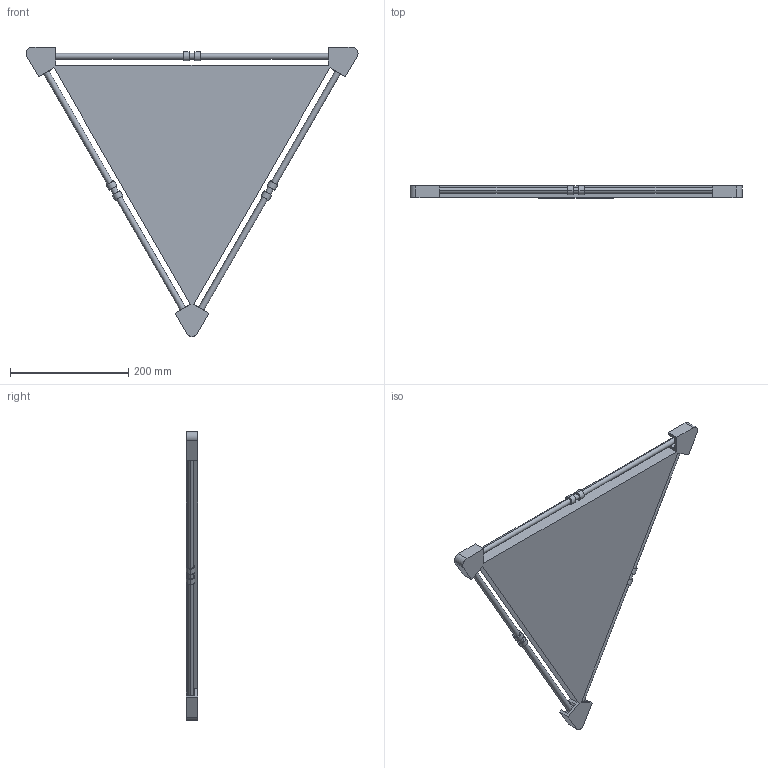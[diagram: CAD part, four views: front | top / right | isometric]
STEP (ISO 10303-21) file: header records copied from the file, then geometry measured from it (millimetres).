
FILE_DESCRIPTION (( 'STEP AP203' ), '1' );
FILE_NAME ('BASE-MOTORES_Predeterminado_sldprt.STEP', '2021-06-17T20:32:46', ( '' ), ( '' ), 'SwSTEP 2.0', 'SolidWorks 2021', '' );
FILE_SCHEMA (( 'CONFIG_CONTROL_DESIGN' ));
Length unit declared in the file: millimetre
Products named in the file (1): BASE-MOTORES_Predeterminado_sldprt
Bounding box: 561.36 x 20 x 488.83 mm (x, y, z)
Volume: 2136030.9 mm3; surface area: 291130.9 mm2
Topology: 1 solids, 1 shells, 87 faces, 219 edges, 146 vertices
Faces by surface type: plane 53, cylinder 34
Entity records: 2710 total; most frequent: DIRECTION 463, CARTESIAN_POINT 453, ORIENTED_EDGE 438, EDGE_CURVE 219, AXIS2_PLACEMENT_3D 156, LINE 151, VECTOR 151, VERTEX_POINT 146
